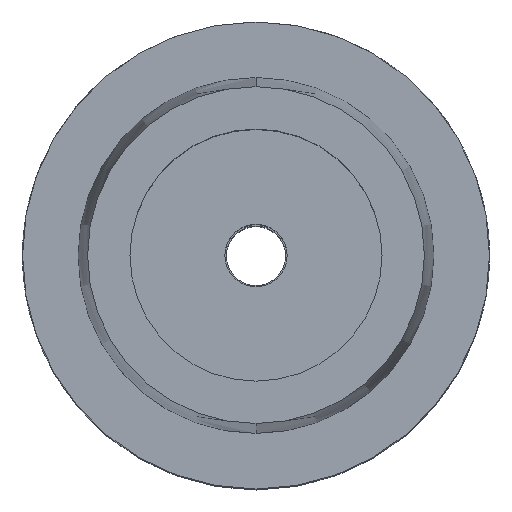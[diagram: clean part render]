
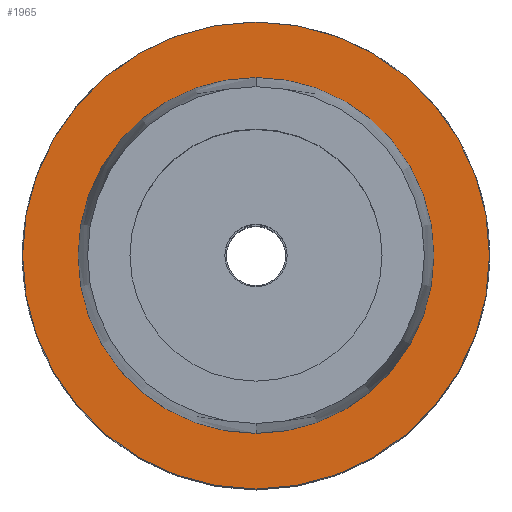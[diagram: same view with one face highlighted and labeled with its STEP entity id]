
A CAD part, top view. The second image highlights one B-rep face of the part: STEP entity #1965.
In plain terms, the highlighted planar face has unit normal (0, 0, 1).
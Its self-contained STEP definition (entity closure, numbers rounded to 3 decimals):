
#453=CARTESIAN_POINT('',(0.,0.,0.));
#454=DIRECTION('',(0.,0.,-1.));
#455=DIRECTION('',(0.,1.,0.));
#456=AXIS2_PLACEMENT_3D('',#453,#454,#455);
#475=CARTESIAN_POINT('',(0.,0.,0.));
#476=DIRECTION('',(0.,0.,1.));
#477=DIRECTION('',(0.,1.,0.));
#478=AXIS2_PLACEMENT_3D('',#475,#476,#477);
#483=CARTESIAN_POINT('',(0.,0.,0.));
#484=DIRECTION('',(0.,0.,-1.));
#485=DIRECTION('',(0.,1.,0.));
#486=AXIS2_PLACEMENT_3D('',#483,#484,#485);
#491=CARTESIAN_POINT('',(0.,0.,0.));
#492=DIRECTION('',(0.,0.,1.));
#493=DIRECTION('',(0.,1.,0.));
#494=AXIS2_PLACEMENT_3D('',#491,#492,#493);
#1319=CARTESIAN_POINT('',(0.,31.5,0.));
#1321=VERTEX_POINT('',#1319);
#1322=CARTESIAN_POINT('',(0.,24.005,0.));
#1324=VERTEX_POINT('',#1322);
#1327=CARTESIAN_POINT('',(0.,-31.5,0.));
#1329=VERTEX_POINT('',#1327);
#1330=CARTESIAN_POINT('',(0.,-24.005,0.));
#1332=VERTEX_POINT('',#1330);
#1950=CARTESIAN_POINT('',(0.,0.,0.));
#1951=DIRECTION('',(0.,0.,-1.));
#1952=DIRECTION('',(0.,-1.,0.));
#1953=AXIS2_PLACEMENT_3D('',#1950,#1951,#1952);
#1954=PLANE('',#1953);
#1956=ORIENTED_EDGE('',*,*,#1955,.T.);
#1958=ORIENTED_EDGE('',*,*,#1957,.F.);
#1959=EDGE_LOOP('',(#1956,#1958));
#1960=FACE_OUTER_BOUND('',#1959,.F.);
#1961=ORIENTED_EDGE('',*,*,#1945,.T.);
#1962=ORIENTED_EDGE('',*,*,#1929,.F.);
#1963=EDGE_LOOP('',(#1961,#1962));
#1964=FACE_BOUND('',#1963,.F.);
#457=CIRCLE('',#456,24.005);
#479=CIRCLE('',#478,24.005);
#487=CIRCLE('',#486,31.5);
#495=CIRCLE('',#494,31.5);
#1929=EDGE_CURVE('',#1324,#1332,#457,.T.);
#1945=EDGE_CURVE('',#1324,#1332,#479,.T.);
#1955=EDGE_CURVE('',#1321,#1329,#487,.T.);
#1957=EDGE_CURVE('',#1321,#1329,#495,.T.);
#1965=ADVANCED_FACE('',(#1960,#1964),#1954,.F.);
